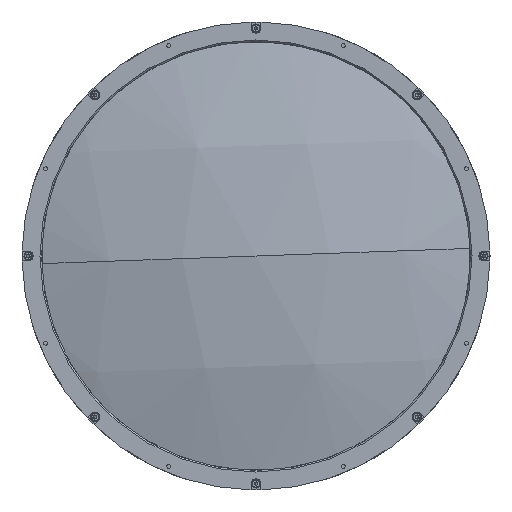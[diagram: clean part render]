
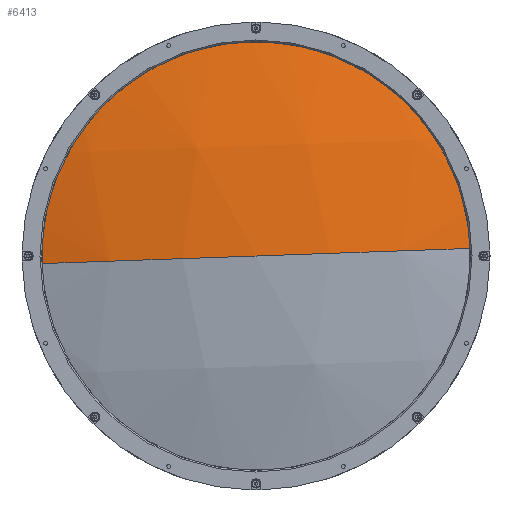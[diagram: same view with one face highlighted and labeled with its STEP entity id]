
A CAD part, left-side view. The second image highlights one B-rep face of the part: STEP entity #6413.
In plain terms, the highlighted spherical face has radius 510.4 mm.
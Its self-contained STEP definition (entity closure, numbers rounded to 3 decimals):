
#717 = CIRCLE ( 'NONE', #8929, 510.4 ) ;
#749 = CARTESIAN_POINT ( 'NONE',  ( 16.583, 0., 0. ) ) ;
#2271 = VERTEX_POINT ( 'NONE', #15421 ) ;
#2291 = DIRECTION ( 'NONE',  ( 0., 0.035, 0.999 ) ) ;
#2434 = CARTESIAN_POINT ( 'NONE',  ( 507.407, 0., 0. ) ) ;
#3951 = DIRECTION ( 'NONE',  ( 0., -0.999, 0.035 ) ) ;
#4377 = SPHERICAL_SURFACE ( 'NONE', #11982, 510.4 ) ;
#5205 = CARTESIAN_POINT ( 'NONE',  ( 507.407, 0., 0. ) ) ;
#5822 = ORIENTED_EDGE ( 'NONE', *, *, #15349, .T. ) ;
#6174 = CIRCLE ( 'NONE', #18856, 510.4 ) ;
#6413 = ADVANCED_FACE ( 'NONE', ( #8851 ), #4377, .T. ) ;
#6450 = DIRECTION ( 'NONE',  ( 0., -0.999, 0.035 ) ) ;
#6706 = DIRECTION ( 'NONE',  ( 0., 0.999, -0.035 ) ) ;
#8084 = ORIENTED_EDGE ( 'NONE', *, *, #17018, .T. ) ;
#8604 = CIRCLE ( 'NONE', #11383, 140. ) ;
#8851 = FACE_OUTER_BOUND ( 'NONE', #18591, .T. ) ;
#8929 = AXIS2_PLACEMENT_3D ( 'NONE', #5205, #15707, #6706 ) ;
#9790 = CARTESIAN_POINT ( 'NONE',  ( 16.583, -139.912, 4.961 ) ) ;
#10940 = DIRECTION ( 'NONE',  ( 0., 0.035, 0.999 ) ) ;
#11286 = DIRECTION ( 'NONE',  ( -1., 0., 0. ) ) ;
#11383 = AXIS2_PLACEMENT_3D ( 'NONE', #749, #11286, #2291 ) ;
#11982 = AXIS2_PLACEMENT_3D ( 'NONE', #15446, #10940, #6450 ) ;
#12928 = DIRECTION ( 'NONE',  ( 0., 0.035, 0.999 ) ) ;
#15349 = EDGE_CURVE ( 'NONE', #18507, #2271, #8604, .T. ) ;
#15421 = CARTESIAN_POINT ( 'NONE',  ( 16.583, 139.912, -4.961 ) ) ;
#15446 = CARTESIAN_POINT ( 'NONE',  ( 507.407, 0., 0. ) ) ;
#15707 = DIRECTION ( 'NONE',  ( 0., -0.035, -0.999 ) ) ;
#16007 = CARTESIAN_POINT ( 'NONE',  ( -2.993, 0., 0. ) ) ;
#17018 = EDGE_CURVE ( 'NONE', #2271, #18628, #6174, .T. ) ;
#17920 = ORIENTED_EDGE ( 'NONE', *, *, #19411, .F. ) ;
#18507 = VERTEX_POINT ( 'NONE', #9790 ) ;
#18591 = EDGE_LOOP ( 'NONE', ( #5822, #8084, #17920 ) ) ;
#18628 = VERTEX_POINT ( 'NONE', #16007 ) ;
#18856 = AXIS2_PLACEMENT_3D ( 'NONE', #2434, #12928, #3951 ) ;
#19411 = EDGE_CURVE ( 'NONE', #18507, #18628, #717, .T. ) ;
